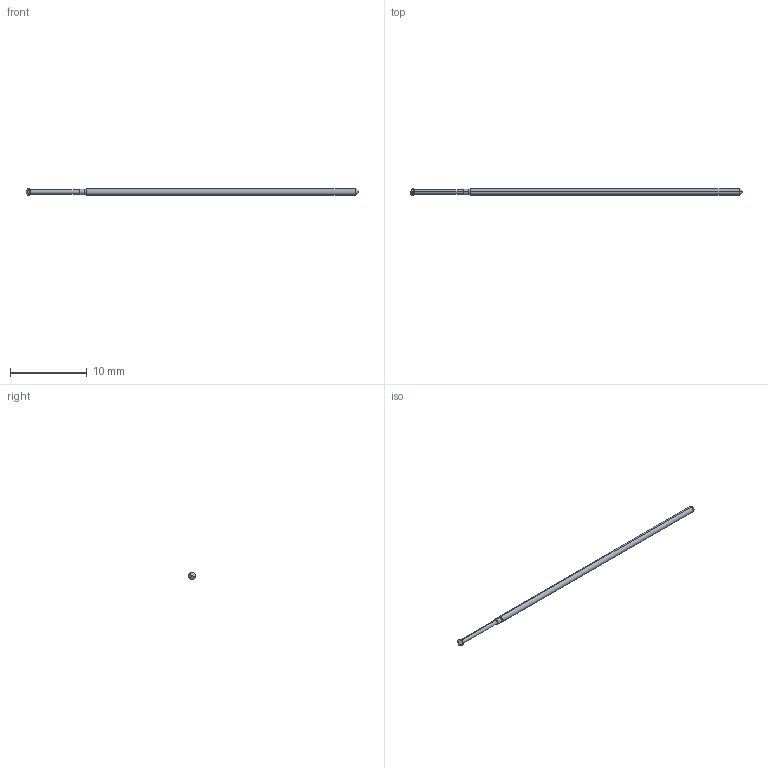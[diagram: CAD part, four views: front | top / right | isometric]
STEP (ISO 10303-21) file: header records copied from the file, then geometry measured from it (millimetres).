
FILE_DESCRIPTION (( 'STEP AP214' ), '1' );
FILE_NAME ('050-PRP2503_-_.STEP', '2013-05-09T18:58:58', ( 'spare' ), ( '' ), 'SwSTEP 2.0', 'SolidWorks 2012', '' );
FILE_SCHEMA (( 'AUTOMOTIVE_DESIGN' ));
Length unit declared in the file: inch
Products named in the file (1): 050-PRP2503_-_
Bounding box: 43.18 x 0.91 x 0.91 mm (x, y, z)
Volume: 18.9 mm3; surface area: 101.6 mm2
Topology: 1 solids, 1 shells, 20 faces, 41 edges, 24 vertices
Faces by surface type: cylinder 8, plane 6, cone 4, torus 2
Entity records: 563 total; most frequent: CARTESIAN_POINT 101, DIRECTION 96, ORIENTED_EDGE 82, EDGE_CURVE 41, AXIS2_PLACEMENT_3D 39, VERTEX_POINT 24, EDGE_LOOP 21, ADVANCED_FACE 20
